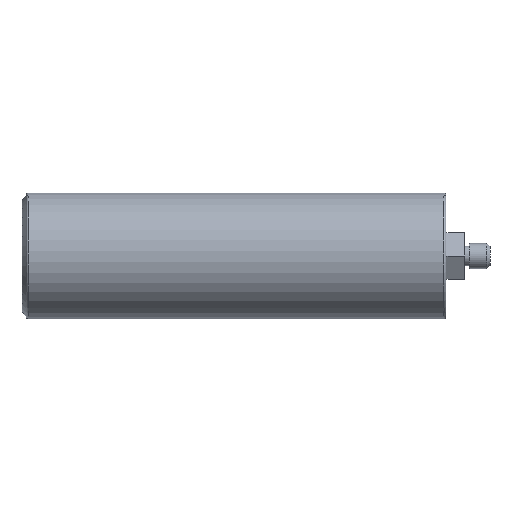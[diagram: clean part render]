
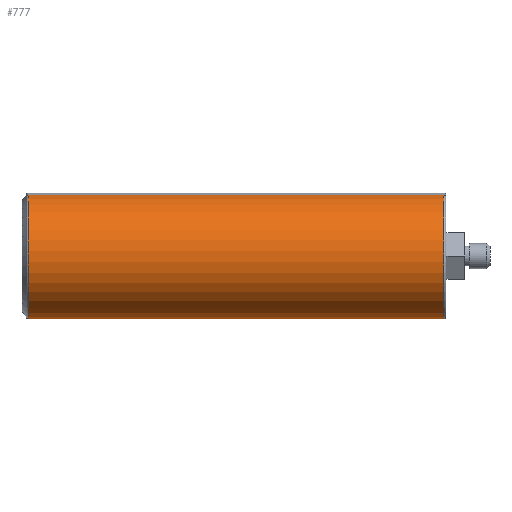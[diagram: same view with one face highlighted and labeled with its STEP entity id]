
A CAD part, left-side view. The second image highlights one B-rep face of the part: STEP entity #777.
In plain terms, the highlighted cylindrical face has radius 30 mm (diameter 60 mm), a partial arc.
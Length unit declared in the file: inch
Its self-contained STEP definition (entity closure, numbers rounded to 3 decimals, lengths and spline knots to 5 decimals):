
#684 = EDGE_CURVE ( 'NONE', #5688, #11490, #6246, .T. ) ;
#748 = AXIS2_PLACEMENT_3D ( 'NONE', #13529, #6590, #15938 ) ;
#777 = ADVANCED_FACE ( 'NONE', ( #13359 ), #1148, .T. ) ;
#1068 = EDGE_CURVE ( 'NONE', #13502, #5688, #12439, .T. ) ;
#1148 = CYLINDRICAL_SURFACE ( 'NONE', #748, 1.1811 ) ;
#3286 = AXIS2_PLACEMENT_3D ( 'NONE', #12778, #12288, #8447 ) ;
#3460 = CARTESIAN_POINT ( 'NONE',  ( 0.31083, 0.82677, -1.13947 ) ) ;
#4247 = CARTESIAN_POINT ( 'NONE',  ( -0.31083, 0.86614, 1.13947 ) ) ;
#5428 = ORIENTED_EDGE ( 'NONE', *, *, #1068, .T. ) ;
#5688 = VERTEX_POINT ( 'NONE', #11674 ) ;
#6246 = LINE ( 'NONE', #3460, #12142 ) ;
#6550 = CARTESIAN_POINT ( 'NONE',  ( 0., 0.86614, 0. ) ) ;
#6590 = DIRECTION ( 'NONE',  ( 0., -1., 0. ) ) ;
#6821 = DIRECTION ( 'NONE',  ( -0.263, 0., 0.965 ) ) ;
#7574 = DIRECTION ( 'NONE',  ( 0., -1., 0. ) ) ;
#8447 = DIRECTION ( 'NONE',  ( 0.263, 0., -0.965 ) ) ;
#8485 = AXIS2_PLACEMENT_3D ( 'NONE', #6550, #13575, #6821 ) ;
#8875 = CARTESIAN_POINT ( 'NONE',  ( 0.31083, 0.86614, -1.13947 ) ) ;
#9013 = VERTEX_POINT ( 'NONE', #4247 ) ;
#9025 = LINE ( 'NONE', #10621, #11304 ) ;
#9207 = DIRECTION ( 'NONE',  ( 0., -1., 0. ) ) ;
#9512 = ORIENTED_EDGE ( 'NONE', *, *, #17022, .F. ) ;
#9892 = CIRCLE ( 'NONE', #8485, 1.1811 ) ;
#10004 = ORIENTED_EDGE ( 'NONE', *, *, #12551, .T. ) ;
#10621 = CARTESIAN_POINT ( 'NONE',  ( -0.31083, 0.82677, 1.13947 ) ) ;
#11172 = EDGE_LOOP ( 'NONE', ( #9512, #5428, #17140, #10004 ) ) ;
#11304 = VECTOR ( 'NONE', #9207, 39.37008 ) ;
#11490 = VERTEX_POINT ( 'NONE', #8875 ) ;
#11674 = CARTESIAN_POINT ( 'NONE',  ( 0.31083, 8.66142, -1.13947 ) ) ;
#12142 = VECTOR ( 'NONE', #7574, 39.37008 ) ;
#12288 = DIRECTION ( 'NONE',  ( 0., -1., 0. ) ) ;
#12439 = CIRCLE ( 'NONE', #3286, 1.1811 ) ;
#12551 = EDGE_CURVE ( 'NONE', #11490, #9013, #9892, .T. ) ;
#12778 = CARTESIAN_POINT ( 'NONE',  ( 0., 8.66142, 0. ) ) ;
#13359 = FACE_OUTER_BOUND ( 'NONE', #11172, .T. ) ;
#13502 = VERTEX_POINT ( 'NONE', #14334 ) ;
#13529 = CARTESIAN_POINT ( 'NONE',  ( 0., 0.82677, 0. ) ) ;
#13575 = DIRECTION ( 'NONE',  ( 0., 1., 0. ) ) ;
#14334 = CARTESIAN_POINT ( 'NONE',  ( -0.31083, 8.66142, 1.13947 ) ) ;
#15938 = DIRECTION ( 'NONE',  ( 0.263, 0., -0.965 ) ) ;
#17022 = EDGE_CURVE ( 'NONE', #13502, #9013, #9025, .T. ) ;
#17140 = ORIENTED_EDGE ( 'NONE', *, *, #684, .T. ) ;
